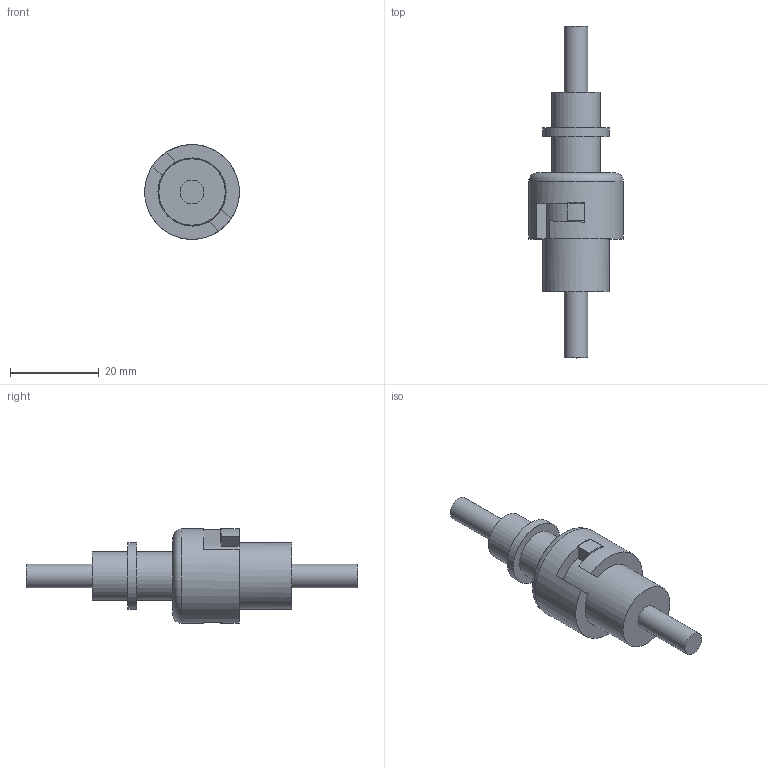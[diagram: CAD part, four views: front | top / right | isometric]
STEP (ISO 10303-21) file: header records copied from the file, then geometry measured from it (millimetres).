
FILE_DESCRIPTION(/* description */ (''),/* implementation_level */ '2;1');
FILE_NAME(/* name */ 'Fibreoptic Cable Connector v6.step',/* time_stamp */ '2021-01-18T19:15:04+01:00',/* author */ (''),/* organization */ (''),/* preprocessor_version */ 'ST-DEVELOPER v18.1',/* originating_system */ 'Autodesk Translation Framework v9.7.0.1280',/* authorisation */ '');
FILE_SCHEMA (('AUTOMOTIVE_DESIGN { 1 0 10303 214 3 1 1 }'));
Length unit declared in the file: millimetre
Products named in the file (5): Fibreoptic Cable Connector; Stecker; Buchse; Ring; Cables
Assembly tree (4 placements, depth 2):
  Fibreoptic Cable Connector
    Stecker
    Buchse
    Ring
    Cables
Bounding box: 21.34 x 75 x 21.4 mm (x, y, z)
Volume: 9456.2 mm3; surface area: 6998.3 mm2
Topology: 5 solids, 5 shells, 62 faces, 123 edges, 82 vertices
Faces by surface type: plane 39, cylinder 22, torus 1
Full cylindrical faces by diameter (mm): 1 x1, 2 x5, 5.4 x4, 7 x1, 7.4 x1, 11 x2, 12 x1, 14.4 x1, 15 x2, 15.4 x1, 21.4 x1
Entity records: 1831 total; most frequent: DIRECTION 328, CARTESIAN_POINT 276, ORIENTED_EDGE 246, AXIS2_PLACEMENT_3D 134, EDGE_CURVE 123, VERTEX_POINT 82, EDGE_LOOP 79, FACE_OUTER_BOUND 62
